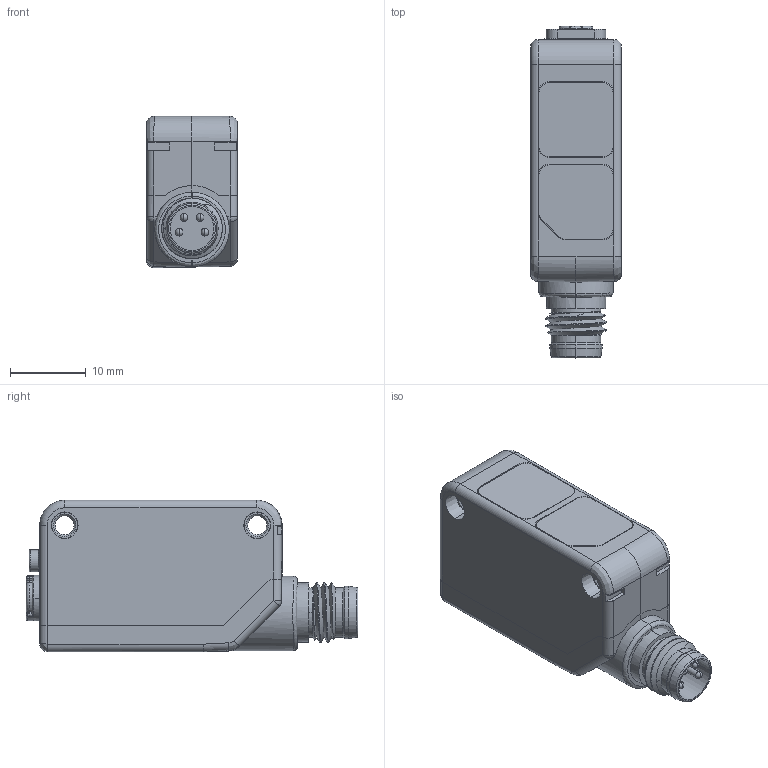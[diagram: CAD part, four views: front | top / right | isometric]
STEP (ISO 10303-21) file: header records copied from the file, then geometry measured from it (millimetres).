
FILE_DESCRIPTION((''),'2;1');
FILE_NAME('136035_SW','2007-12-20T',('banengservice'),('BANNER ENGINEERING'),'PRO/ENGINEER BY PARAMETRIC TECHNOLOGY CORPORATION, 2006170','PRO/ENGINEER BY PARAMETRIC TECHNOLOGY CORPORATION, 2006170','');
FILE_SCHEMA(('CONFIG_CONTROL_DESIGN'));
Length unit declared in the file: inch
Products named in the file (1): 136035_SW
Bounding box: 12 x 43.8 x 19.98 mm (x, y, z)
Volume: 7059.4 mm3; surface area: 4601.5 mm2
Topology: 1 solids, 2 shells, 624 faces, 1560 edges, 945 vertices
Faces by surface type: plane 297, cylinder 162, bspline 64, cone 54, sphere 30, torus 17
Entity records: 23778 total; most frequent: CARTESIAN_POINT 9660, ORIENTED_EDGE 3100, DIRECTION 2651, EDGE_CURVE 1550, VERTEX_POINT 945, VECTOR 901, LINE 901, AXIS2_PLACEMENT_3D 875
